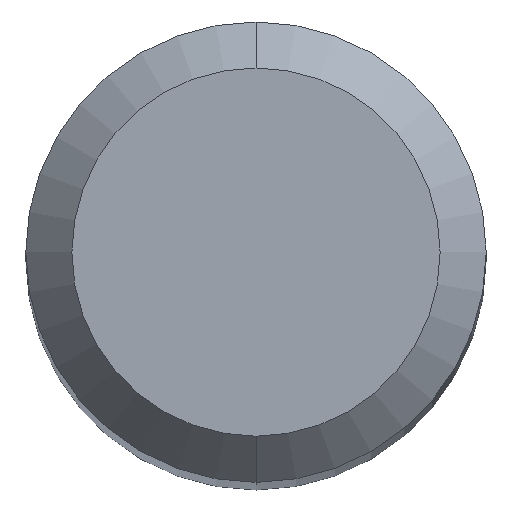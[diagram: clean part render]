
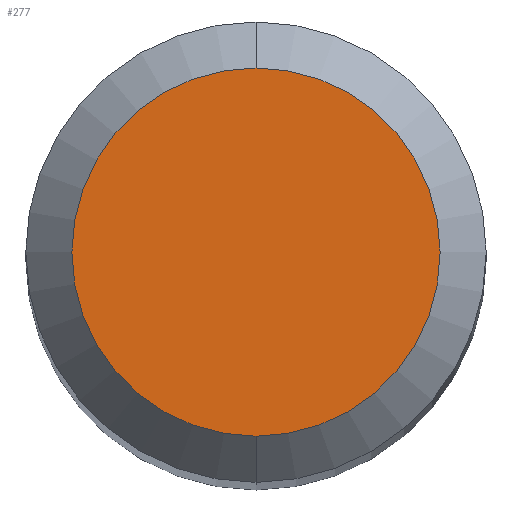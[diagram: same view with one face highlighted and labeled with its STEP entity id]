
A CAD part, top view. The second image highlights one B-rep face of the part: STEP entity #277.
In plain terms, the highlighted planar face has unit normal (0, 0, 1).
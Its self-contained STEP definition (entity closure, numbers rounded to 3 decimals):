
#227=EDGE_CURVE('',#247,#241,#539,.T.);
#241=VERTEX_POINT('',#554);
#247=VERTEX_POINT('',#560);
#277=ADVANCED_FACE('',(#594),#595,.T.);
#447=EDGE_CURVE('',#241,#247,#781,.T.);
#539=CIRCLE('',#938,1.2);
#554=CARTESIAN_POINT('',(0.,-1.2,0.0));
#560=CARTESIAN_POINT('',(0.0,1.2,0.0));
#594=FACE_OUTER_BOUND('',#1016,.T.);
#595=PLANE('',#1017);
#781=CIRCLE('',#1419,1.2);
#938=AXIS2_PLACEMENT_3D('',#1495,#1496,#1497);
#1016=EDGE_LOOP('',(#1561,#1562));
#1017=AXIS2_PLACEMENT_3D('',#1563,#1564,#1565);
#1419=AXIS2_PLACEMENT_3D('',#1773,#1774,#1775);
#1495=CARTESIAN_POINT('',(0.0,0.0,0.0));
#1496=DIRECTION('',(0.0,0.0,-1.0));
#1497=DIRECTION('',(0.0,1.0,0.0));
#1561=ORIENTED_EDGE('',*,*,#227,.F.);
#1562=ORIENTED_EDGE('',*,*,#447,.F.);
#1563=CARTESIAN_POINT('',(0.0,0.6,0.0));
#1564=DIRECTION('',(-0.0,0.0,1.0));
#1565=DIRECTION('',(0.0,-1.0,0.0));
#1773=CARTESIAN_POINT('',(0.0,0.0,0.0));
#1774=DIRECTION('',(0.0,0.0,-1.0));
#1775=DIRECTION('',(0.0,1.0,0.0));
